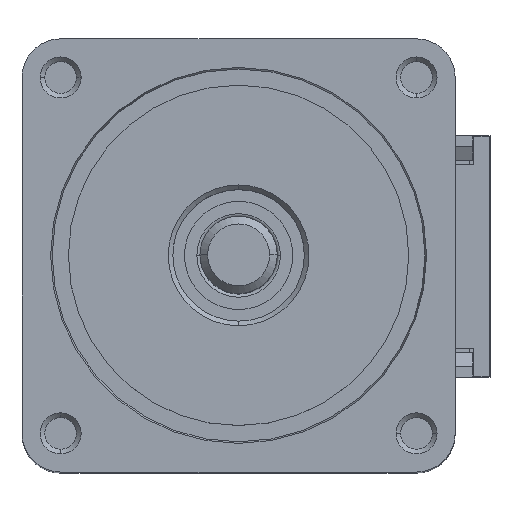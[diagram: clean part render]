
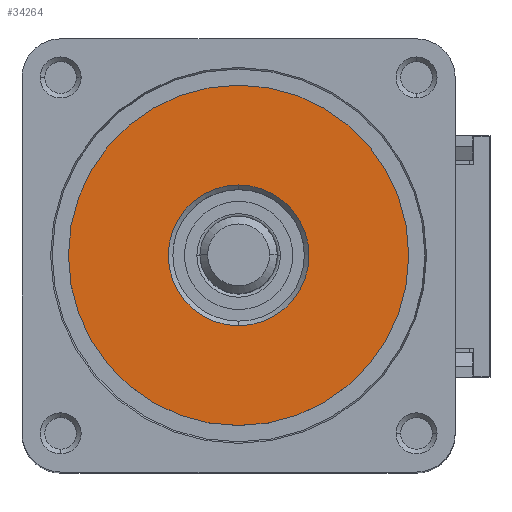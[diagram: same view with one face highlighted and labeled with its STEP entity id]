
A CAD part, top view. The second image highlights one B-rep face of the part: STEP entity #34264.
In plain terms, the highlighted planar face has unit normal (0, 0, 1).
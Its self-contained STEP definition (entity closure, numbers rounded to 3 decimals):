
#2335=CARTESIAN_POINT('',(0.,0.,8.8));
#2336=DIRECTION('',(0.,0.,1.));
#2337=DIRECTION('',(0.,-1.,0.));
#2338=AXIS2_PLACEMENT_3D('',#2335,#2336,#2337);
#2340=CARTESIAN_POINT('',(0.,0.,8.8));
#2341=DIRECTION('',(0.,0.,1.));
#2342=DIRECTION('',(0.,1.,0.));
#2343=AXIS2_PLACEMENT_3D('',#2340,#2341,#2342);
#2345=CARTESIAN_POINT('',(0.,0.,8.8));
#2346=DIRECTION('',(0.,0.,-1.));
#2347=DIRECTION('',(0.,1.,0.));
#2348=AXIS2_PLACEMENT_3D('',#2345,#2346,#2347);
#2350=CARTESIAN_POINT('',(0.,0.,8.8));
#2351=DIRECTION('',(0.,0.,-1.));
#2352=DIRECTION('',(0.,-1.,0.));
#2353=AXIS2_PLACEMENT_3D('',#2350,#2351,#2352);
#24565=CARTESIAN_POINT('',(0.,-11.,8.8));
#24566=CARTESIAN_POINT('',(0.,11.,8.8));
#24567=VERTEX_POINT('',#24565);
#24568=VERTEX_POINT('',#24566);
#24597=CARTESIAN_POINT('',(0.,4.55,8.8));
#24598=CARTESIAN_POINT('',(0.,-4.55,8.8));
#24599=VERTEX_POINT('',#24597);
#24600=VERTEX_POINT('',#24598);
#34249=CARTESIAN_POINT('',(0.,0.,8.8));
#34250=DIRECTION('',(0.,0.,1.));
#34251=DIRECTION('',(0.,-1.,0.));
#34252=AXIS2_PLACEMENT_3D('',#34249,#34250,#34251);
#34253=PLANE('',#34252);
#34254=ORIENTED_EDGE('',*,*,#34231,.F.);
#34255=ORIENTED_EDGE('',*,*,#34244,.F.);
#34256=EDGE_LOOP('',(#34254,#34255));
#34257=FACE_OUTER_BOUND('',#34256,.F.);
#34259=ORIENTED_EDGE('',*,*,#34258,.F.);
#34261=ORIENTED_EDGE('',*,*,#34260,.F.);
#34262=EDGE_LOOP('',(#34259,#34261));
#34263=FACE_BOUND('',#34262,.F.);
#34264=ADVANCED_FACE('',(#34257,#34263),#34253,.T.);
#2339=CIRCLE('',#2338,11.);
#2344=CIRCLE('',#2343,11.);
#2349=CIRCLE('',#2348,4.55);
#2354=CIRCLE('',#2353,4.55);
#34231=EDGE_CURVE('',#24567,#24568,#2339,.T.);
#34244=EDGE_CURVE('',#24568,#24567,#2344,.T.);
#34258=EDGE_CURVE('',#24599,#24600,#2349,.T.);
#34260=EDGE_CURVE('',#24600,#24599,#2354,.T.);
